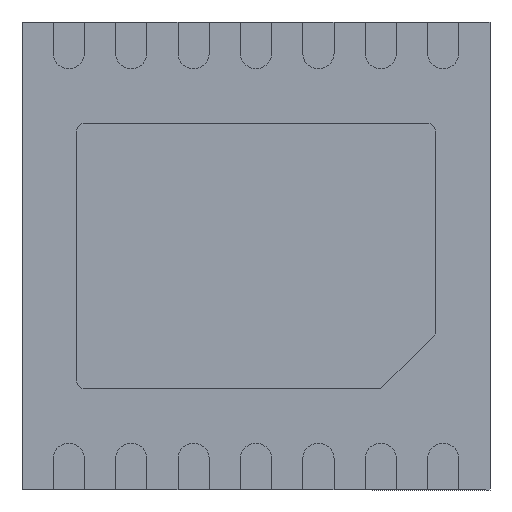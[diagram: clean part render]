
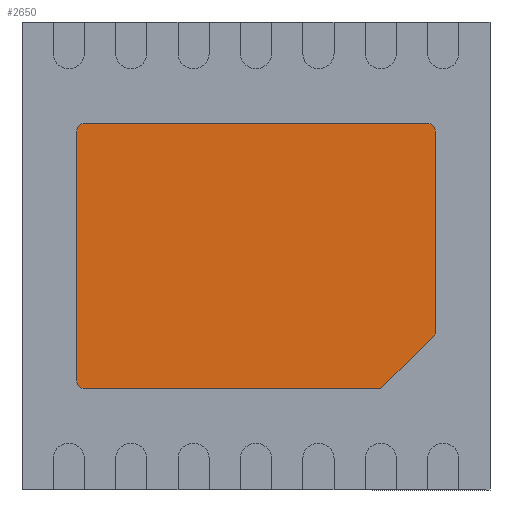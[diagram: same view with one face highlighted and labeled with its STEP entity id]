
A CAD part, front view. The second image highlights one B-rep face of the part: STEP entity #2650.
In plain terms, the highlighted planar face has unit normal (0, -1, 0).
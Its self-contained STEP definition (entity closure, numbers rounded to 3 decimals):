
#86 = DIRECTION ( 'NONE',  ( 0., 1., 0. ) ) ;
#100 = DIRECTION ( 'NONE',  ( 0., 0., 1. ) ) ;
#163 = VECTOR ( 'NONE', #2476, 1000. ) ;
#168 = DIRECTION ( 'NONE',  ( 0., 1., 0. ) ) ;
#182 = VECTOR ( 'NONE', #2435, 1000. ) ;
#216 = DIRECTION ( 'NONE',  ( -0.707, 0., -0.707 ) ) ;
#266 = CARTESIAN_POINT ( 'NONE',  ( 0.8, -0.025, -0.85 ) ) ;
#365 = EDGE_CURVE ( 'NONE', #1620, #3155, #2960, .T. ) ;
#434 = CARTESIAN_POINT ( 'NONE',  ( -1.1, -0.025, -0.85 ) ) ;
#572 = PLANE ( 'NONE',  #723 ) ;
#576 = LINE ( 'NONE', #4206, #163 ) ;
#667 = CARTESIAN_POINT ( 'NONE',  ( 1.15, -0.025, -0.5 ) ) ;
#723 = AXIS2_PLACEMENT_3D ( 'NONE', #5008, #168, #3600 ) ;
#748 = ORIENTED_EDGE ( 'NONE', *, *, #5203, .F. ) ;
#832 = DIRECTION ( 'NONE',  ( -1., 0., 0. ) ) ;
#1042 = AXIS2_PLACEMENT_3D ( 'NONE', #2711, #86, #100 ) ;
#1154 = CARTESIAN_POINT ( 'NONE',  ( 1.15, -0.025, 0.8 ) ) ;
#1370 = LINE ( 'NONE', #667, #182 ) ;
#1371 = CARTESIAN_POINT ( 'NONE',  ( 1.15, -0.025, -0.5 ) ) ;
#1463 = VERTEX_POINT ( 'NONE', #3640 ) ;
#1517 = ORIENTED_EDGE ( 'NONE', *, *, #4958, .F. ) ;
#1605 = EDGE_CURVE ( 'NONE', #3103, #5162, #1370, .T. ) ;
#1620 = VERTEX_POINT ( 'NONE', #5430 ) ;
#1721 = VERTEX_POINT ( 'NONE', #2416 ) ;
#1724 = CARTESIAN_POINT ( 'NONE',  ( -1.1, -0.025, 0.85 ) ) ;
#1784 = ORIENTED_EDGE ( 'NONE', *, *, #3083, .F. ) ;
#1811 = CARTESIAN_POINT ( 'NONE',  ( -1.1, -0.025, -0.85 ) ) ;
#1870 = VECTOR ( 'NONE', #832, 1000. ) ;
#1994 = DIRECTION ( 'NONE',  ( 0., 1., 0. ) ) ;
#2416 = CARTESIAN_POINT ( 'NONE',  ( 0.8, -0.025, -0.85 ) ) ;
#2435 = DIRECTION ( 'NONE',  ( 0., 0., -1. ) ) ;
#2476 = DIRECTION ( 'NONE',  ( 1., 0., 0. ) ) ;
#2513 = VERTEX_POINT ( 'NONE', #1811 ) ;
#2517 = AXIS2_PLACEMENT_3D ( 'NONE', #3779, #1994, #3755 ) ;
#2540 = VERTEX_POINT ( 'NONE', #4882 ) ;
#2613 = ORIENTED_EDGE ( 'NONE', *, *, #1605, .F. ) ;
#2650 = ADVANCED_FACE ( 'NONE', ( #3857 ), #572, .F. ) ;
#2673 = DIRECTION ( 'NONE',  ( 0., 0., 1. ) ) ;
#2711 = CARTESIAN_POINT ( 'NONE',  ( -1.1, -0.025, -0.8 ) ) ;
#2765 = EDGE_CURVE ( 'NONE', #5162, #1721, #2992, .T. ) ;
#2960 = CIRCLE ( 'NONE', #2517, 0.05 ) ;
#2992 = LINE ( 'NONE', #266, #3952 ) ;
#3083 = EDGE_CURVE ( 'NONE', #3155, #1463, #576, .T. ) ;
#3103 = VERTEX_POINT ( 'NONE', #1154 ) ;
#3109 = CARTESIAN_POINT ( 'NONE',  ( 1.1, -0.025, 0.8 ) ) ;
#3113 = LINE ( 'NONE', #434, #1870 ) ;
#3155 = VERTEX_POINT ( 'NONE', #1724 ) ;
#3166 = DIRECTION ( 'NONE',  ( 0., 0., 1. ) ) ;
#3336 = VECTOR ( 'NONE', #3166, 1000. ) ;
#3600 = DIRECTION ( 'NONE',  ( 0., 0., 1. ) ) ;
#3640 = CARTESIAN_POINT ( 'NONE',  ( 1.1, -0.025, 0.85 ) ) ;
#3717 = CIRCLE ( 'NONE', #5396, 0.05 ) ;
#3755 = DIRECTION ( 'NONE',  ( 0., 0., 1. ) ) ;
#3779 = CARTESIAN_POINT ( 'NONE',  ( -1.1, -0.025, 0.8 ) ) ;
#3857 = FACE_OUTER_BOUND ( 'NONE', #4239, .T. ) ;
#3952 = VECTOR ( 'NONE', #216, 1000. ) ;
#3990 = ORIENTED_EDGE ( 'NONE', *, *, #365, .F. ) ;
#4024 = CARTESIAN_POINT ( 'NONE',  ( -1.15, -0.025, 0.8 ) ) ;
#4206 = CARTESIAN_POINT ( 'NONE',  ( 1.1, -0.025, 0.85 ) ) ;
#4239 = EDGE_LOOP ( 'NONE', ( #5376, #1784, #3990, #748, #5145, #1517, #5317, #2613 ) ) ;
#4326 = LINE ( 'NONE', #4024, #3336 ) ;
#4866 = DIRECTION ( 'NONE',  ( 0., 1., 0. ) ) ;
#4882 = CARTESIAN_POINT ( 'NONE',  ( -1.15, -0.025, -0.8 ) ) ;
#4886 = EDGE_CURVE ( 'NONE', #1463, #3103, #3717, .T. ) ;
#4958 = EDGE_CURVE ( 'NONE', #1721, #2513, #3113, .T. ) ;
#5008 = CARTESIAN_POINT ( 'NONE',  ( 0., -0.025, 0. ) ) ;
#5067 = EDGE_CURVE ( 'NONE', #2513, #2540, #5603, .T. ) ;
#5145 = ORIENTED_EDGE ( 'NONE', *, *, #5067, .F. ) ;
#5162 = VERTEX_POINT ( 'NONE', #1371 ) ;
#5203 = EDGE_CURVE ( 'NONE', #2540, #1620, #4326, .T. ) ;
#5317 = ORIENTED_EDGE ( 'NONE', *, *, #2765, .F. ) ;
#5376 = ORIENTED_EDGE ( 'NONE', *, *, #4886, .F. ) ;
#5396 = AXIS2_PLACEMENT_3D ( 'NONE', #3109, #4866, #2673 ) ;
#5430 = CARTESIAN_POINT ( 'NONE',  ( -1.15, -0.025, 0.8 ) ) ;
#5603 = CIRCLE ( 'NONE', #1042, 0.05 ) ;
